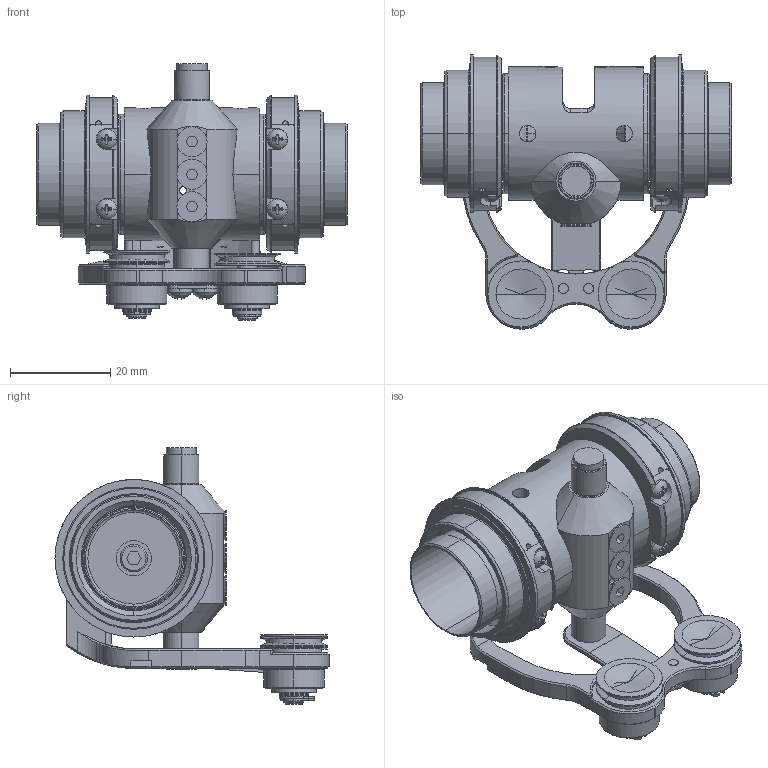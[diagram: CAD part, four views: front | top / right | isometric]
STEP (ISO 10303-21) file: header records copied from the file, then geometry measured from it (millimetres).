
FILE_DESCRIPTION((''),'2;1');
FILE_NAME('SIM_HEAD_NECK_2_PITCH','2021-09-21T15:59:01',('silo-mech'),(''),'CREO PARAMETRIC BY PTC INC, 2020454','CREO PARAMETRIC BY PTC INC, 2020454','');
FILE_SCHEMA(('CONFIG_CONTROL_DESIGN'));
Length unit declared in the file: millimetre
Products named in the file (1): SIM_HEAD_NECK_2_PITCH
Bounding box: 62 x 54.75 x 51.3 mm (x, y, z)
Volume: 27715.7 mm3; surface area: 25408.6 mm2
Topology: 3 solids, 4 shells, 1199 faces, 2978 edges, 1841 vertices
Faces by surface type: cylinder 440, plane 412, cone 197, torus 116, bspline 22, sphere 12
Entity records: 39865 total; most frequent: CARTESIAN_POINT 10742, DIRECTION 6410, ORIENTED_EDGE 5944, EDGE_CURVE 2972, AXIS2_PLACEMENT_3D 2550, VERTEX_POINT 1841, CIRCLE 1373, EDGE_LOOP 1337
